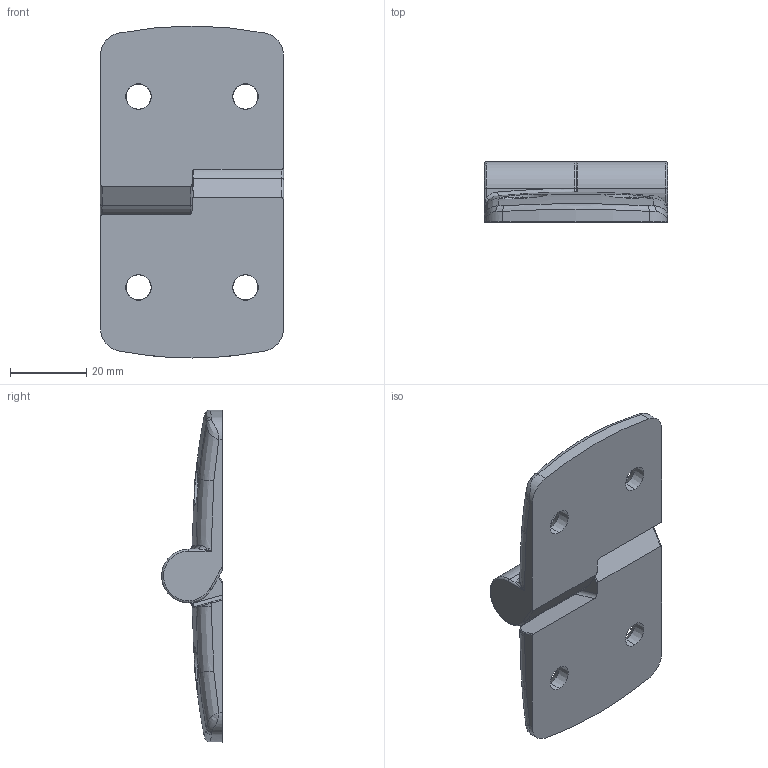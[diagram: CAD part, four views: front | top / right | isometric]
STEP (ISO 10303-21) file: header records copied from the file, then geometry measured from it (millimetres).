
FILE_DESCRIPTION (( 'STEP AP214' ), '1' );
FILE_NAME ('095k4560r00.STEP', '2014-08-26T08:01:04', ( '' ), ( '' ), 'SwSTEP 2.0', 'SolidWorks 2014', '' );
FILE_SCHEMA (( 'AUTOMOTIVE_DESIGN' ));
Length unit declared in the file: millimetre
Products named in the file (1): 095k4560r00
Bounding box: 48 x 15.9 x 87 mm (x, y, z)
Volume: 28497.2 mm3; surface area: 13725.3 mm2
Topology: 5 solids, 5 shells, 176 faces, 423 edges, 255 vertices
Faces by surface type: cylinder 60, bspline 54, plane 38, cone 24
Entity records: 9657 total; most frequent: CARTESIAN_POINT 3972, ORIENTED_EDGE 834, DIRECTION 674, EDGE_CURVE 417, AXIS2_PLACEMENT_3D 272, VERTEX_POINT 255, EDGE_LOOP 188, UNCERTAINTY_MEASURE_WITH_UNIT 183
